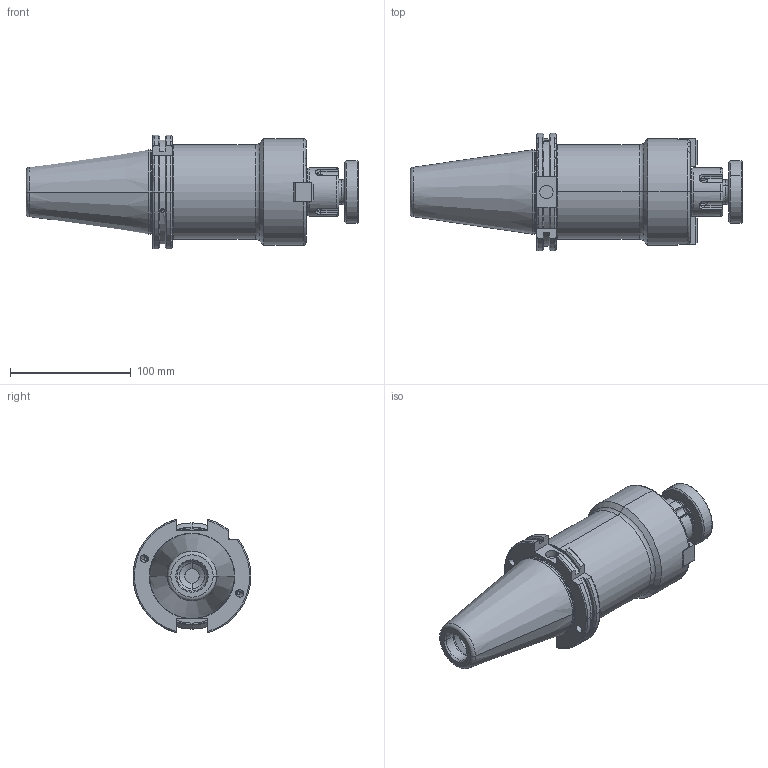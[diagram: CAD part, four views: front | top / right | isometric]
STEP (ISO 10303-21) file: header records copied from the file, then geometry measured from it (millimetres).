
FILE_DESCRIPTION (( 'STEP AP203' ), '1' );
FILE_NAME ('91506-AS340130.STEP', '2022-04-29T10:51:35', ( '' ), ( '' ), 'SwSTEP 2.0', 'SolidWorks 2018', '' );
FILE_SCHEMA (( 'CONFIG_CONTROL_DESIGN' ));
Length unit declared in the file: millimetre
Products named in the file (9): SK50FMH40130FWW; 91506-AS340130; CCS-M20-40-1; CCS-M20-40-2; CCS-M20-40; M4X4_DIN 913 - M4 x 4-N; AS-M6X20._PreviewCfg; KEY 16x23x16 - 40
Assembly tree (11 placements, depth 4):
  91506-AS340130
    SK50FMH40130FWW
      SK50FMH40130FWW
      CCS-M20-40
        CCS-M20-40-1
        CCS-M20-40-2
      M4X4_DIN 913 - M4 x 4-N  x2
      AS-M6X20._PreviewCfg  x2
      KEY 16x23x16 - 40  x2
Bounding box: 274.75 x 97.5 x 94.05 mm (x, y, z)
Volume: 948570.9 mm3; surface area: 105897.8 mm2
Topology: 9 solids, 9 shells, 378 faces, 931 edges, 558 vertices
Faces by surface type: plane 139, cylinder 109, cone 84, torus 38, sphere 8
Entity records: 11417 total; most frequent: CARTESIAN_POINT 2853, DIRECTION 1634, ORIENTED_EDGE 1554, EDGE_CURVE 777, AXIS2_PLACEMENT_3D 640, VERTEX_POINT 481, VECTOR 354, LINE 354
